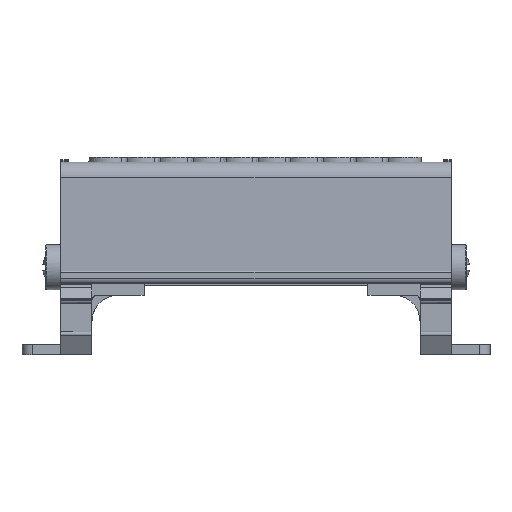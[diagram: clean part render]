
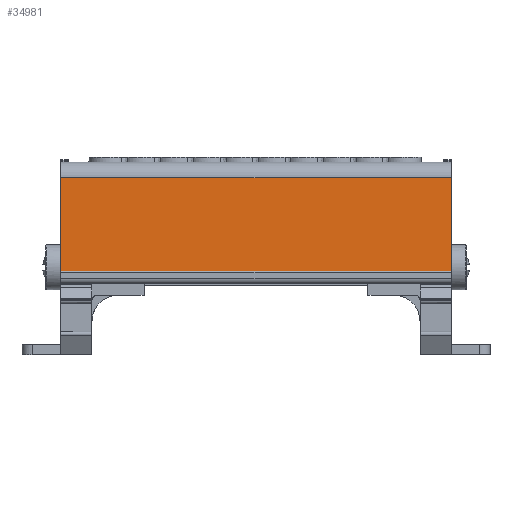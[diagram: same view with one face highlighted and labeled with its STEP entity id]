
A CAD part, top view. The second image highlights one B-rep face of the part: STEP entity #34981.
In plain terms, the highlighted planar face has unit normal (0, 0.018, 1).
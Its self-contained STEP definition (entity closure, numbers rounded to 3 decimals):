
#623 = VECTOR ( 'NONE', #35314, 1000. ) ;
#689 = VECTOR ( 'NONE', #34404, 1000. ) ;
#694 = VECTOR ( 'NONE', #34178, 1000. ) ;
#727 = VECTOR ( 'NONE', #34261, 1000. ) ;
#3236 = EDGE_LOOP ( 'NONE', ( #20037, #20084, #20043, #20111 ) ) ;
#4009 = EDGE_CURVE ( 'NONE', #12497, #12487, #35308, .T. ) ;
#4118 = EDGE_CURVE ( 'NONE', #12487, #12509, #34121, .T. ) ;
#4140 = EDGE_CURVE ( 'NONE', #12464, #12497, #34303, .T. ) ;
#4157 = EDGE_CURVE ( 'NONE', #12464, #12509, #34379, .T. ) ;
#5052 = CARTESIAN_POINT ( 'NONE',  ( -266.975, -101.833, 148.164 ) ) ;
#5113 = CARTESIAN_POINT ( 'NONE',  ( -191.983, -120.855, 148.496 ) ) ;
#5130 = CARTESIAN_POINT ( 'NONE',  ( -191.983, -101.833, 148.164 ) ) ;
#5163 = CARTESIAN_POINT ( 'NONE',  ( -266.975, -120.855, 148.496 ) ) ;
#11979 = AXIS2_PLACEMENT_3D ( 'NONE', #33154, #33187, #33189 ) ;
#12464 = VERTEX_POINT ( 'NONE', #5052 ) ;
#12487 = VERTEX_POINT ( 'NONE', #5113 ) ;
#12497 = VERTEX_POINT ( 'NONE', #5163 ) ;
#12509 = VERTEX_POINT ( 'NONE', #5130 ) ;
#20037 = ORIENTED_EDGE ( 'NONE', *, *, #4009, .T. ) ;
#20043 = ORIENTED_EDGE ( 'NONE', *, *, #4157, .F. ) ;
#20084 = ORIENTED_EDGE ( 'NONE', *, *, #4118, .T. ) ;
#20111 = ORIENTED_EDGE ( 'NONE', *, *, #4140, .T. ) ;
#33154 = CARTESIAN_POINT ( 'NONE',  ( -116.703, -120.855, 148.496 ) ) ;
#33161 = FACE_OUTER_BOUND ( 'NONE', #3236, .T. ) ;
#33166 = PLANE ( 'NONE',  #11979 ) ;
#33187 = DIRECTION ( 'NONE',  ( 0., 0.017, 1. ) ) ;
#33189 = DIRECTION ( 'NONE',  ( 0., -1., 0.017 ) ) ;
#34121 = LINE ( 'NONE', #34165, #694 ) ;
#34165 = CARTESIAN_POINT ( 'NONE',  ( -191.983, -121.369, 148.505 ) ) ;
#34178 = DIRECTION ( 'NONE',  ( 0., 1., -0.017 ) ) ;
#34261 = DIRECTION ( 'NONE',  ( 0., -1., 0.017 ) ) ;
#34265 = CARTESIAN_POINT ( 'NONE',  ( -266.975, -121.369, 148.505 ) ) ;
#34303 = LINE ( 'NONE', #34265, #727 ) ;
#34379 = LINE ( 'NONE', #34397, #689 ) ;
#34397 = CARTESIAN_POINT ( 'NONE',  ( -116.703, -101.833, 148.164 ) ) ;
#34404 = DIRECTION ( 'NONE',  ( 1., 0., 0. ) ) ;
#34981 = ADVANCED_FACE ( 'NONE', ( #33161 ), #33166, .T. ) ;
#35304 = CARTESIAN_POINT ( 'NONE',  ( -116.703, -120.855, 148.496 ) ) ;
#35308 = LINE ( 'NONE', #35304, #623 ) ;
#35314 = DIRECTION ( 'NONE',  ( 1., 0., 0. ) ) ;
